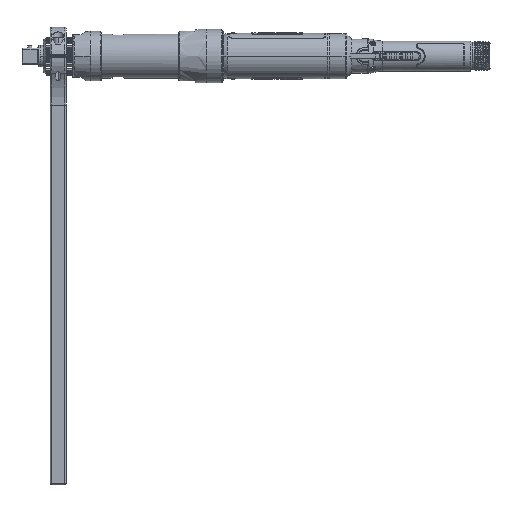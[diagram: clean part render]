
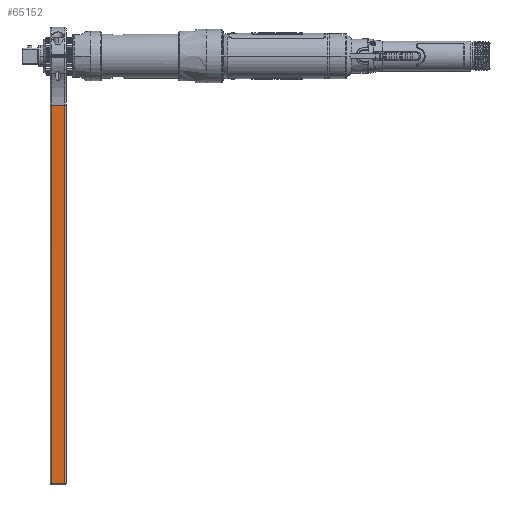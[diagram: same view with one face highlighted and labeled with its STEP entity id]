
A CAD part, top view. The second image highlights one B-rep face of the part: STEP entity #65152.
In plain terms, the highlighted planar face has unit normal (0, 0, 1).
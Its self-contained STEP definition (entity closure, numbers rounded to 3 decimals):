
#63063=DIRECTION('',(-1.,0.,0.));
#63064=VECTOR('',#63063,0.63);
#63065=CARTESIAN_POINT('',(-6.813,-2.289,0.588));
#63066=LINE('',#63065,#63064);
#63433=DIRECTION('',(0.,1.,0.));
#63434=VECTOR('',#63433,17.651);
#63435=CARTESIAN_POINT('',(-7.443,-19.94,0.588));
#63436=LINE('',#63435,#63434);
#63549=DIRECTION('',(0.,-1.,0.));
#63550=VECTOR('',#63549,17.651);
#63551=CARTESIAN_POINT('',(-6.813,-2.289,0.588));
#63552=LINE('',#63551,#63550);
#63645=DIRECTION('',(1.,0.,0.));
#63646=VECTOR('',#63645,0.63);
#63647=CARTESIAN_POINT('',(-7.443,-19.94,0.588));
#63648=LINE('',#63647,#63646);
#64415=CARTESIAN_POINT('',(-7.443,-19.94,0.588));
#64416=CARTESIAN_POINT('',(-7.443,-2.289,0.588));
#64417=VERTEX_POINT('',#64415);
#64418=VERTEX_POINT('',#64416);
#64458=CARTESIAN_POINT('',(-6.813,-2.289,0.588));
#64459=CARTESIAN_POINT('',(-6.813,-19.94,0.588));
#64460=VERTEX_POINT('',#64458);
#64461=VERTEX_POINT('',#64459);
#65137=CARTESIAN_POINT('',(-6.753,-20.,0.588));
#65138=DIRECTION('',(0.,0.,1.));
#65139=DIRECTION('',(0.,1.,0.));
#65140=AXIS2_PLACEMENT_3D('',#65137,#65138,#65139);
#65141=PLANE('',#65140);
#65143=ORIENTED_EDGE('',*,*,#65142,.T.);
#65145=ORIENTED_EDGE('',*,*,#65144,.F.);
#65147=ORIENTED_EDGE('',*,*,#65146,.T.);
#65149=ORIENTED_EDGE('',*,*,#65148,.F.);
#65150=EDGE_LOOP('',(#65143,#65145,#65147,#65149));
#65151=FACE_OUTER_BOUND('',#65150,.F.);
#65152=ADVANCED_FACE('',(#65151),#65141,.T.);
#65142=EDGE_CURVE('',#64417,#64418,#63436,.T.);
#65144=EDGE_CURVE('',#64460,#64418,#63066,.T.);
#65146=EDGE_CURVE('',#64460,#64461,#63552,.T.);
#65148=EDGE_CURVE('',#64417,#64461,#63648,.T.);
